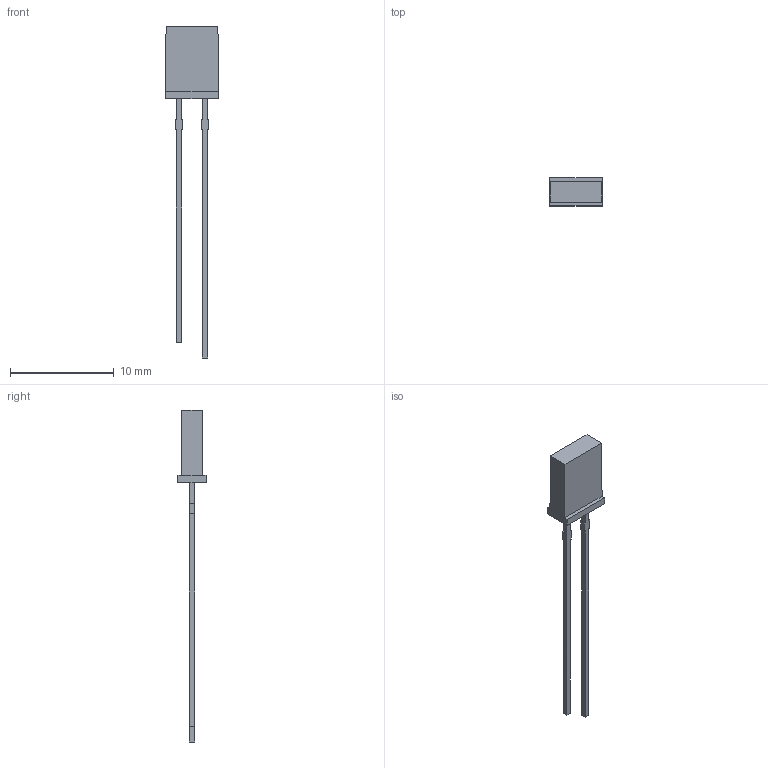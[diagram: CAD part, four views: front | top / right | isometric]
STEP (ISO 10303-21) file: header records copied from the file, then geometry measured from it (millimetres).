
FILE_DESCRIPTION (( 'STEP AP214' ), '1' );
FILE_NAME ('Led 5 x 2 mm.STEP', '2021-10-14T17:51:52', ( 'M.B.I.' ), ( '' ), 'SwSTEP 2.0', '', '' );
FILE_SCHEMA (( 'AUTOMOTIVE_DESIGN' ));
Length unit declared in the file: millimetre
Products named in the file (1): Led 5 x 2 mm
Bounding box: 5.1 x 2.7 x 32 mm (x, y, z)
Volume: 88.9 mm3; surface area: 248.9 mm2
Topology: 2 solids, 2 shells, 88 faces, 216 edges, 136 vertices
Faces by surface type: plane 66, torus 7, bspline 7, cylinder 4, cone 4
Entity records: 3196 total; most frequent: CARTESIAN_POINT 1143, ORIENTED_EDGE 432, DIRECTION 381, EDGE_CURVE 216, LINE 155, VECTOR 155, VERTEX_POINT 136, AXIS2_PLACEMENT_3D 113
